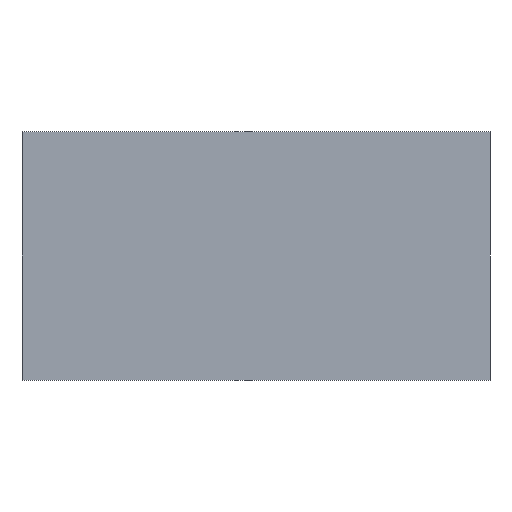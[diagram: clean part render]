
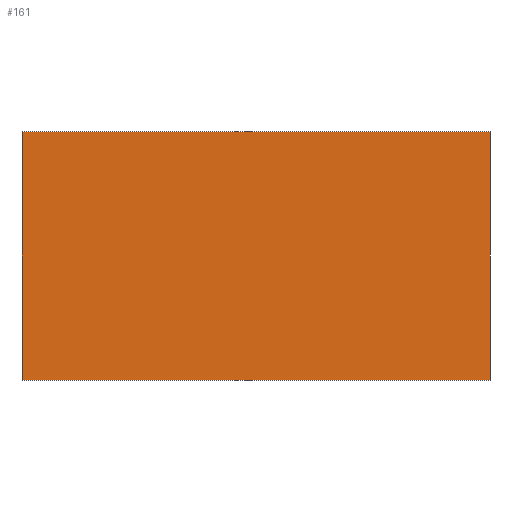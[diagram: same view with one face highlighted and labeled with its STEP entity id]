
A CAD part, front view. The second image highlights one B-rep face of the part: STEP entity #161.
In plain terms, the highlighted planar face has unit normal (0, -1, 0).
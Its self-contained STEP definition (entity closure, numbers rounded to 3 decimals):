
#2 = CARTESIAN_POINT ( 'NONE',  ( 430., 0., 0. ) ) ;
#4 = CARTESIAN_POINT ( 'NONE',  ( 0., 0., 0. ) ) ;
#17 = VECTOR ( 'NONE', #72, 1000. ) ;
#19 = CARTESIAN_POINT ( 'NONE',  ( 0., 0., 0. ) ) ;
#23 = DIRECTION ( 'NONE',  ( 0., 0., -1. ) ) ;
#28 = LINE ( 'NONE', #167, #90 ) ;
#33 = LINE ( 'NONE', #67, #83 ) ;
#34 = ORIENTED_EDGE ( 'NONE', *, *, #109, .F. ) ;
#37 = CARTESIAN_POINT ( 'NONE',  ( 0., 0., 0. ) ) ;
#42 = LINE ( 'NONE', #19, #77 ) ;
#44 = DIRECTION ( 'NONE',  ( 0., -1., 0. ) ) ;
#47 = PLANE ( 'NONE',  #97 ) ;
#51 = ORIENTED_EDGE ( 'NONE', *, *, #137, .F. ) ;
#62 = DIRECTION ( 'NONE',  ( 0., 0., -1. ) ) ;
#67 = CARTESIAN_POINT ( 'NONE',  ( 0., 0., -228.75 ) ) ;
#71 = CARTESIAN_POINT ( 'NONE',  ( 0., 0., -228.75 ) ) ;
#72 = DIRECTION ( 'NONE',  ( 0., 0., 1. ) ) ;
#76 = DIRECTION ( 'NONE',  ( 1., 0., 0. ) ) ;
#77 = VECTOR ( 'NONE', #76, 1000. ) ;
#83 = VECTOR ( 'NONE', #107, 1000. ) ;
#87 = ORIENTED_EDGE ( 'NONE', *, *, #155, .F. ) ;
#89 = FACE_OUTER_BOUND ( 'NONE', #129, .T. ) ;
#90 = VECTOR ( 'NONE', #62, 1000. ) ;
#97 = AXIS2_PLACEMENT_3D ( 'NONE', #4, #44, #23 ) ;
#107 = DIRECTION ( 'NONE',  ( -1., 0., 0. ) ) ;
#109 = EDGE_CURVE ( 'NONE', #113, #140, #177, .T. ) ;
#113 = VERTEX_POINT ( 'NONE', #71 ) ;
#129 = EDGE_LOOP ( 'NONE', ( #34, #87, #176, #51 ) ) ;
#135 = CARTESIAN_POINT ( 'NONE',  ( 430., 0., -228.75 ) ) ;
#137 = EDGE_CURVE ( 'NONE', #140, #186, #42, .T. ) ;
#140 = VERTEX_POINT ( 'NONE', #182 ) ;
#147 = EDGE_CURVE ( 'NONE', #186, #158, #28, .T. ) ;
#155 = EDGE_CURVE ( 'NONE', #158, #113, #33, .T. ) ;
#158 = VERTEX_POINT ( 'NONE', #135 ) ;
#161 = ADVANCED_FACE ( 'NONE', ( #89 ), #47, .T. ) ;
#167 = CARTESIAN_POINT ( 'NONE',  ( 430., 0., 0. ) ) ;
#176 = ORIENTED_EDGE ( 'NONE', *, *, #147, .F. ) ;
#177 = LINE ( 'NONE', #37, #17 ) ;
#182 = CARTESIAN_POINT ( 'NONE',  ( 0., 0., 0. ) ) ;
#186 = VERTEX_POINT ( 'NONE', #2 ) ;
